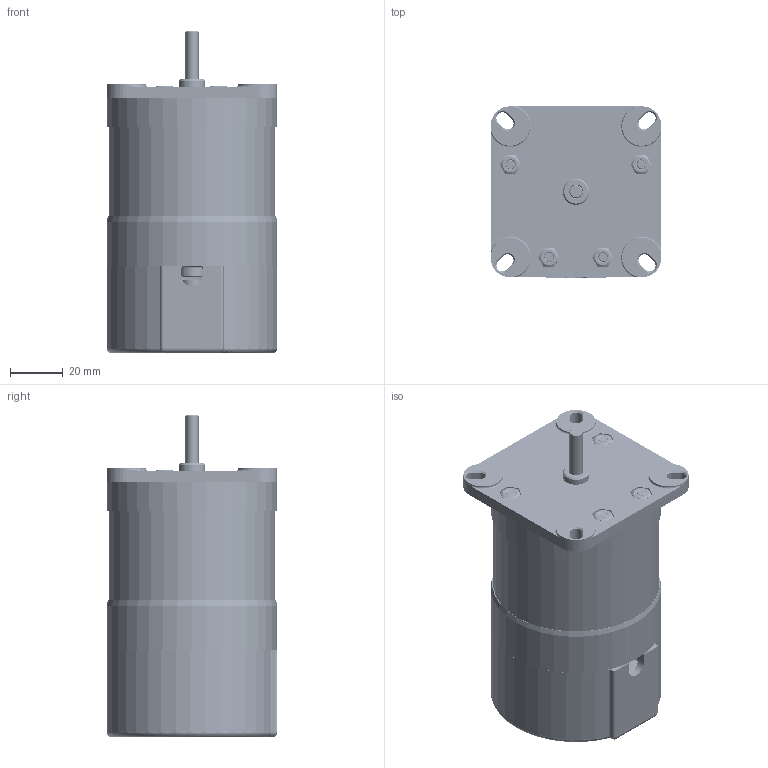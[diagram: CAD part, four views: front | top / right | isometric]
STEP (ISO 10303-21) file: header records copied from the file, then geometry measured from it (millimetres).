
FILE_DESCRIPTION((''),'2;1');
FILE_NAME('500-ASM44-KK.stp','2016-07-14T11:57:43',('Zeichen-PC'),(''),'Autodesk Inventor 2010','Autodesk Inventor 2010','');
FILE_SCHEMA(('AUTOMOTIVE_DESIGN { 1 0 10303 214 1 1 1 1 }'));
Length unit declared in the file: millimetre
Products named in the file (9): 500-ASM44-KK; Motorflansch-A-Metall; MotorflanschB2; 5010-Welle5mm; DIN EN 24035 M4; Statorpaket_ZG-500210-Rev1_2-40; Statorblech_ZG-500210_65; 5008-KKS-Kunststoff; SchraubeDIN7045 - M4 x65
Assembly tree (75 placements, depth 3):
  500-ASM44-KK
    Motorflansch-A-Metall
    MotorflanschB2
    5010-Welle5mm
    DIN EN 24035 M4  x4
    Statorpaket_ZG-500210-Rev1_2-40
      Statorblech_ZG-500210_65  x62
    5008-KKS-Kunststoff
    SchraubeDIN7045 - M4 x65  x4
Bounding box: 65 x 65 x 122.55 mm (x, y, z)
Volume: 123911.9 mm3; surface area: 228340.3 mm2
Topology: 74 solids, 74 shells, 9003 faces, 23414 edges, 15578 vertices
Faces by surface type: cylinder 5580, plane 3275, cone 83, bspline 37, torus 24, sphere 4
Full cylindrical faces by diameter (mm): 1.6 x992, 3.621 x4, 4 x4, 4.1 x496, 4.4 x4, 5 x2, 5.5 x1, 6 x1, 8 x2, 8.5 x2, 10 x2, 12 x1, 15 x4, 15.5 x1, 16 x1, 59 x2, 61 x2, 63 x64, 65 x2
Entity records: 13122 total; most frequent: CARTESIAN_POINT 3208, DIRECTION 2056, ORIENTED_EDGE 1684, EDGE_CURVE 842, AXIS2_PLACEMENT_3D 835, VERTEX_POINT 604, EDGE_LOOP 594, FACE_OUTER_BOUND 395
